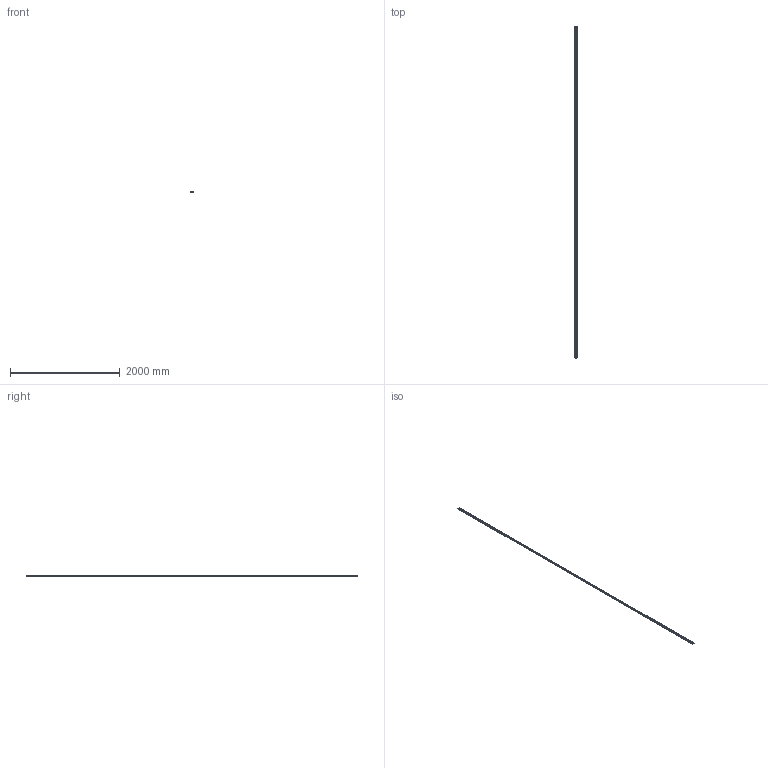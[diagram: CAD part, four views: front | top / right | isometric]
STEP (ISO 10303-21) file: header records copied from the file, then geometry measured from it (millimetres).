
FILE_DESCRIPTION((''),'2;1');
FILE_NAME('S088568309','2020-12-16T',('RCRU03'),('Rex Nord Marbet spa'),'PRO/ENGINEER BY PARAMETRIC TECHNOLOGY CORPORATION, 2013230','PRO/ENGINEER BY PARAMETRIC TECHNOLOGY CORPORATION, 2013230','');
FILE_SCHEMA(('CONFIG_CONTROL_DESIGN'));
Length unit declared in the file: millimetre
Products named in the file (1): S088568309
Bounding box: 40 x 6050 x 10 mm (x, y, z)
Volume: 1337687.7 mm3; surface area: 686661.7 mm2
Topology: 1 solids, 1 shells, 34 faces, 96 edges, 64 vertices
Faces by surface type: plane 19, cylinder 15
Entity records: 1148 total; most frequent: CARTESIAN_POINT 194, DIRECTION 194, ORIENTED_EDGE 192, EDGE_CURVE 96, VECTOR 66, LINE 66, AXIS2_PLACEMENT_3D 64, VERTEX_POINT 64
